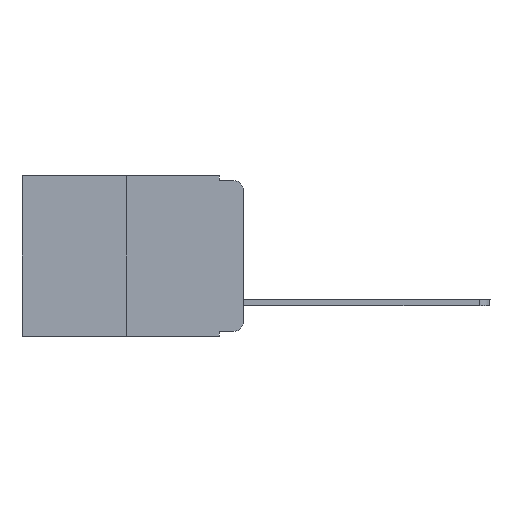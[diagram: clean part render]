
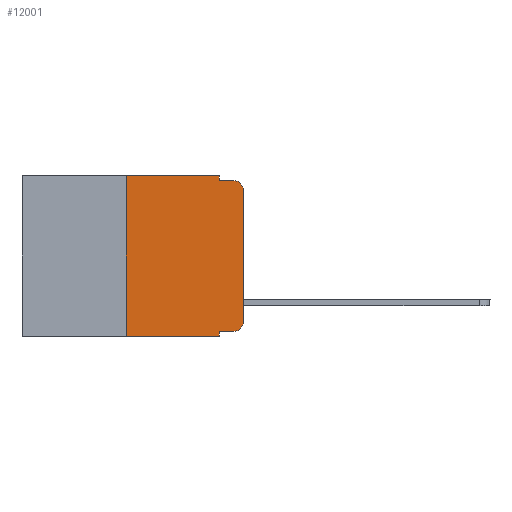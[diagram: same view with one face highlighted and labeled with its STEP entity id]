
A CAD part, left-side view. The second image highlights one B-rep face of the part: STEP entity #12001.
In plain terms, the highlighted planar face has unit normal (-1, 0, 0).
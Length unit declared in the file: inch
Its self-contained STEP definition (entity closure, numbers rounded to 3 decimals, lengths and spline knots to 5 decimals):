
#25 = DIRECTION ( 'NONE',  ( 0., 0., -1. ) ) ;
#285 = DIRECTION ( 'NONE',  ( 1., 0., 0. ) ) ;
#330 = VERTEX_POINT ( 'NONE', #21001 ) ;
#665 = DIRECTION ( 'NONE',  ( -1., 0., 0. ) ) ;
#1296 = LINE ( 'NONE', #1610, #9037 ) ;
#1610 = CARTESIAN_POINT ( 'NONE',  ( 0., 0.473, 0. ) ) ;
#2457 = EDGE_CURVE ( 'NONE', #6794, #11915, #21612, .T. ) ;
#2659 = ORIENTED_EDGE ( 'NONE', *, *, #19939, .T. ) ;
#2796 = VECTOR ( 'NONE', #12193, 39.37008 ) ;
#3164 = VERTEX_POINT ( 'NONE', #15407 ) ;
#3809 = VECTOR ( 'NONE', #8755, 39.37008 ) ;
#3815 = ORIENTED_EDGE ( 'NONE', *, *, #21062, .F. ) ;
#3981 = FACE_OUTER_BOUND ( 'NONE', #7647, .T. ) ;
#4060 = CARTESIAN_POINT ( 'NONE',  ( 0., 0.25, 0. ) ) ;
#4366 = VECTOR ( 'NONE', #18569, 39.37008 ) ;
#4946 = EDGE_CURVE ( 'NONE', #3164, #19940, #14021, .T. ) ;
#4955 = LINE ( 'NONE', #21467, #14558 ) ;
#5590 = CARTESIAN_POINT ( 'NONE',  ( 0., 0.473, 0. ) ) ;
#5913 = VERTEX_POINT ( 'NONE', #13452 ) ;
#6468 = EDGE_CURVE ( 'NONE', #11915, #18148, #17486, .T. ) ;
#6544 = CARTESIAN_POINT ( 'NONE',  ( 0., 0.02, -0.03 ) ) ;
#6605 = EDGE_CURVE ( 'NONE', #6794, #19940, #18304, .T. ) ;
#6660 = CARTESIAN_POINT ( 'NONE',  ( 0., 0.02, -0.313 ) ) ;
#6794 = VERTEX_POINT ( 'NONE', #10028 ) ;
#7647 = EDGE_LOOP ( 'NONE', ( #2659, #8293, #10620, #16429, #21145, #3815, #13245, #14225, #21178, #23284 ) ) ;
#7820 = CARTESIAN_POINT ( 'NONE',  ( 0., 0.051, -0.01 ) ) ;
#8135 = DIRECTION ( 'NONE',  ( 0., 0., -1. ) ) ;
#8293 = ORIENTED_EDGE ( 'NONE', *, *, #20113, .T. ) ;
#8374 = CARTESIAN_POINT ( 'NONE',  ( 0., 0.051, -0.333 ) ) ;
#8749 = DIRECTION ( 'NONE',  ( 0., 0., -1. ) ) ;
#8755 = DIRECTION ( 'NONE',  ( 0., -1., 0. ) ) ;
#9037 = VECTOR ( 'NONE', #16785, 39.37008 ) ;
#9080 = CIRCLE ( 'NONE', #16902, 0.02 ) ;
#9222 = CARTESIAN_POINT ( 'NONE',  ( 0., 0.051, 0. ) ) ;
#9370 = CARTESIAN_POINT ( 'NONE',  ( 0., 0.051, -0.343 ) ) ;
#9429 = VECTOR ( 'NONE', #19834, 39.37008 ) ;
#10028 = CARTESIAN_POINT ( 'NONE',  ( 0., 0.051, -0.333 ) ) ;
#10455 = VECTOR ( 'NONE', #25, 39.37008 ) ;
#10620 = ORIENTED_EDGE ( 'NONE', *, *, #21773, .F. ) ;
#10705 = CARTESIAN_POINT ( 'NONE',  ( 0., 0.051, -0.01 ) ) ;
#10773 = CARTESIAN_POINT ( 'NONE',  ( 0., 0., -0.313 ) ) ;
#11375 = VECTOR ( 'NONE', #17007, 39.37008 ) ;
#11384 = LINE ( 'NONE', #7820, #11375 ) ;
#11915 = VERTEX_POINT ( 'NONE', #13159 ) ;
#12001 = ADVANCED_FACE ( 'NONE', ( #3981 ), #13279, .F. ) ;
#12193 = DIRECTION ( 'NONE',  ( 0., -1., 0. ) ) ;
#13159 = CARTESIAN_POINT ( 'NONE',  ( 0., 0.02, -0.333 ) ) ;
#13245 = ORIENTED_EDGE ( 'NONE', *, *, #4946, .T. ) ;
#13279 = PLANE ( 'NONE',  #14419 ) ;
#13452 = CARTESIAN_POINT ( 'NONE',  ( 0., 0., -0.03 ) ) ;
#14021 = LINE ( 'NONE', #16349, #2796 ) ;
#14143 = DIRECTION ( 'NONE',  ( -1., 0., 0. ) ) ;
#14225 = ORIENTED_EDGE ( 'NONE', *, *, #6605, .F. ) ;
#14337 = LINE ( 'NONE', #18000, #9429 ) ;
#14419 = AXIS2_PLACEMENT_3D ( 'NONE', #5590, #285, #15021 ) ;
#14558 = VECTOR ( 'NONE', #8749, 39.37008 ) ;
#15021 = DIRECTION ( 'NONE',  ( 0., 0., -1. ) ) ;
#15407 = CARTESIAN_POINT ( 'NONE',  ( 0., 0.25, -0.343 ) ) ;
#15849 = DIRECTION ( 'NONE',  ( 0., 0., -1. ) ) ;
#16349 = CARTESIAN_POINT ( 'NONE',  ( 0., 0.473, -0.343 ) ) ;
#16429 = ORIENTED_EDGE ( 'NONE', *, *, #24190, .F. ) ;
#16785 = DIRECTION ( 'NONE',  ( 0., -1., 0. ) ) ;
#16902 = AXIS2_PLACEMENT_3D ( 'NONE', #6544, #665, #8135 ) ;
#16968 = CARTESIAN_POINT ( 'NONE',  ( 0., 0., 0. ) ) ;
#17007 = DIRECTION ( 'NONE',  ( 0., -1., 0. ) ) ;
#17099 = VERTEX_POINT ( 'NONE', #4060 ) ;
#17486 = CIRCLE ( 'NONE', #18277, 0.02 ) ;
#18000 = CARTESIAN_POINT ( 'NONE',  ( 0., 0.25, 0. ) ) ;
#18148 = VERTEX_POINT ( 'NONE', #10773 ) ;
#18277 = AXIS2_PLACEMENT_3D ( 'NONE', #6660, #14143, #15849 ) ;
#18304 = LINE ( 'NONE', #9222, #10455 ) ;
#18569 = DIRECTION ( 'NONE',  ( 0., 0., 1. ) ) ;
#19834 = DIRECTION ( 'NONE',  ( 0., 0., 1. ) ) ;
#19939 = EDGE_CURVE ( 'NONE', #18148, #5913, #22848, .T. ) ;
#19940 = VERTEX_POINT ( 'NONE', #9370 ) ;
#20113 = EDGE_CURVE ( 'NONE', #5913, #22434, #9080, .T. ) ;
#20690 = VERTEX_POINT ( 'NONE', #10705 ) ;
#20743 = EDGE_CURVE ( 'NONE', #17099, #330, #1296, .T. ) ;
#21001 = CARTESIAN_POINT ( 'NONE',  ( 0., 0.051, 0. ) ) ;
#21062 = EDGE_CURVE ( 'NONE', #3164, #17099, #14337, .T. ) ;
#21145 = ORIENTED_EDGE ( 'NONE', *, *, #20743, .F. ) ;
#21178 = ORIENTED_EDGE ( 'NONE', *, *, #2457, .T. ) ;
#21467 = CARTESIAN_POINT ( 'NONE',  ( 0., 0.051, 0. ) ) ;
#21612 = LINE ( 'NONE', #8374, #3809 ) ;
#21773 = EDGE_CURVE ( 'NONE', #20690, #22434, #11384, .T. ) ;
#22434 = VERTEX_POINT ( 'NONE', #23331 ) ;
#22848 = LINE ( 'NONE', #16968, #4366 ) ;
#23284 = ORIENTED_EDGE ( 'NONE', *, *, #6468, .T. ) ;
#23331 = CARTESIAN_POINT ( 'NONE',  ( 0., 0.02, -0.01 ) ) ;
#24190 = EDGE_CURVE ( 'NONE', #330, #20690, #4955, .T. ) ;
